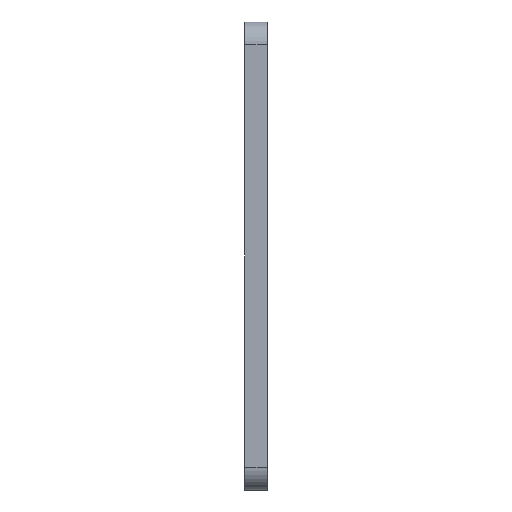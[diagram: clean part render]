
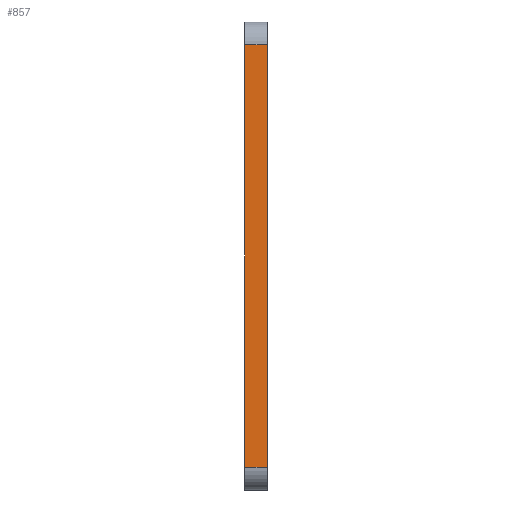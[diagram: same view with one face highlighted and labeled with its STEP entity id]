
A CAD part, left-side view. The second image highlights one B-rep face of the part: STEP entity #857.
In plain terms, the highlighted planar face has unit normal (-1, 0, 0).
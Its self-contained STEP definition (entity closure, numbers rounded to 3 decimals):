
#2 = VERTEX_POINT ( 'NONE', #649 ) ;
#3 = CARTESIAN_POINT ( 'NONE',  ( -66.04, 1.587, 29.21 ) ) ;
#13 = EDGE_LOOP ( 'NONE', ( #162, #66, #489, #518 ) ) ;
#40 = VECTOR ( 'NONE', #416, 1000. ) ;
#66 = ORIENTED_EDGE ( 'NONE', *, *, #942, .T. ) ;
#74 = EDGE_CURVE ( 'NONE', #373, #668, #660, .T. ) ;
#98 = CARTESIAN_POINT ( 'NONE',  ( -66.04, 1.587, -29.21 ) ) ;
#106 = DIRECTION ( 'NONE',  ( 0., 0., -1. ) ) ;
#162 = ORIENTED_EDGE ( 'NONE', *, *, #74, .F. ) ;
#166 = CARTESIAN_POINT ( 'NONE',  ( -66.04, 1.587, -29.21 ) ) ;
#191 = VECTOR ( 'NONE', #978, 1000. ) ;
#373 = VERTEX_POINT ( 'NONE', #98 ) ;
#401 = DIRECTION ( 'NONE',  ( 0., 0., 1. ) ) ;
#416 = DIRECTION ( 'NONE',  ( 0., -1., 0. ) ) ;
#428 = VECTOR ( 'NONE', #670, 1000. ) ;
#470 = EDGE_CURVE ( 'NONE', #471, #668, #505, .T. ) ;
#471 = VERTEX_POINT ( 'NONE', #496 ) ;
#483 = LINE ( 'NONE', #802, #614 ) ;
#489 = ORIENTED_EDGE ( 'NONE', *, *, #946, .T. ) ;
#496 = CARTESIAN_POINT ( 'NONE',  ( -66.04, -1.587, 29.21 ) ) ;
#505 = LINE ( 'NONE', #743, #428 ) ;
#518 = ORIENTED_EDGE ( 'NONE', *, *, #470, .T. ) ;
#558 = PLANE ( 'NONE',  #755 ) ;
#614 = VECTOR ( 'NONE', #401, 1000. ) ;
#649 = CARTESIAN_POINT ( 'NONE',  ( -66.04, -1.587, -29.21 ) ) ;
#660 = LINE ( 'NONE', #671, #191 ) ;
#668 = VERTEX_POINT ( 'NONE', #3 ) ;
#670 = DIRECTION ( 'NONE',  ( 0., 1., 0. ) ) ;
#671 = CARTESIAN_POINT ( 'NONE',  ( -66.04, 1.587, 32.385 ) ) ;
#743 = CARTESIAN_POINT ( 'NONE',  ( -66.04, 1.587, 29.21 ) ) ;
#755 = AXIS2_PLACEMENT_3D ( 'NONE', #897, #818, #106 ) ;
#802 = CARTESIAN_POINT ( 'NONE',  ( -66.04, -1.587, 32.385 ) ) ;
#818 = DIRECTION ( 'NONE',  ( 1., 0., 0. ) ) ;
#857 = ADVANCED_FACE ( 'NONE', ( #877 ), #558, .F. ) ;
#877 = FACE_OUTER_BOUND ( 'NONE', #13, .T. ) ;
#897 = CARTESIAN_POINT ( 'NONE',  ( -66.04, 1.587, 32.385 ) ) ;
#942 = EDGE_CURVE ( 'NONE', #373, #2, #958, .T. ) ;
#946 = EDGE_CURVE ( 'NONE', #2, #471, #483, .T. ) ;
#958 = LINE ( 'NONE', #166, #40 ) ;
#978 = DIRECTION ( 'NONE',  ( 0., 0., 1. ) ) ;
